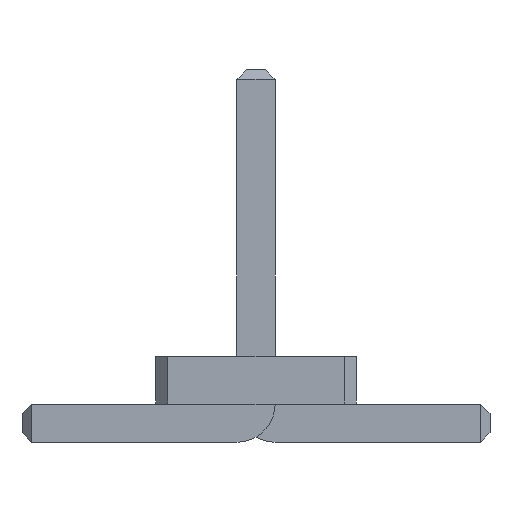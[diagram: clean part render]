
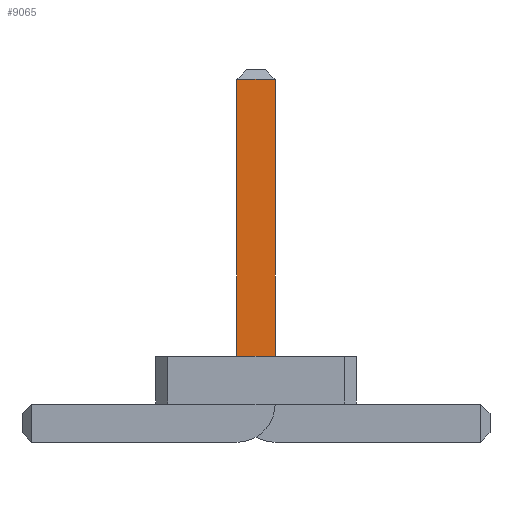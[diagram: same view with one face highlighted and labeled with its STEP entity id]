
A CAD part, front view. The second image highlights one B-rep face of the part: STEP entity #9065.
In plain terms, the highlighted planar face has unit normal (0, -1, 0).
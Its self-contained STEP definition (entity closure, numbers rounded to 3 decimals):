
#3409 = VERTEX_POINT('',#3410);
#3410 = CARTESIAN_POINT('',(-0.2,-11.63,0.9));
#3416 = EDGE_CURVE('',#3409,#3417,#3419,.T.);
#3417 = VERTEX_POINT('',#3418);
#3418 = CARTESIAN_POINT('',(0.2,-11.63,0.9));
#3419 = LINE('',#3420,#3421);
#3420 = CARTESIAN_POINT('',(-0.362,-11.63,0.9));
#3421 = VECTOR('',#3422,1.);
#3422 = DIRECTION('',(1.,0.,0.));
#8999 = VERTEX_POINT('',#9000);
#9000 = CARTESIAN_POINT('',(-0.2,-11.63,3.8));
#9006 = EDGE_CURVE('',#8999,#3409,#9007,.T.);
#9007 = LINE('',#9008,#9009);
#9008 = CARTESIAN_POINT('',(-0.2,-11.63,3.9));
#9009 = VECTOR('',#9010,1.);
#9010 = DIRECTION('',(0.,0.,-1.));
#9047 = EDGE_CURVE('',#3417,#9048,#9050,.T.);
#9048 = VERTEX_POINT('',#9049);
#9049 = CARTESIAN_POINT('',(0.2,-11.63,3.8));
#9050 = LINE('',#9051,#9052);
#9051 = CARTESIAN_POINT('',(0.2,-11.63,0.));
#9052 = VECTOR('',#9053,1.);
#9053 = DIRECTION('',(0.,0.,1.));
#9065 = ADVANCED_FACE('',(#9066),#9077,.F.);
#9066 = FACE_BOUND('',#9067,.F.);
#9067 = EDGE_LOOP('',(#9068,#9069,#9070,#9071));
#9068 = ORIENTED_EDGE('',*,*,#9047,.F.);
#9069 = ORIENTED_EDGE('',*,*,#3416,.F.);
#9070 = ORIENTED_EDGE('',*,*,#9006,.F.);
#9071 = ORIENTED_EDGE('',*,*,#9072,.F.);
#9072 = EDGE_CURVE('',#9048,#8999,#9073,.T.);
#9073 = LINE('',#9074,#9075);
#9074 = CARTESIAN_POINT('',(0.2,-11.63,3.8));
#9075 = VECTOR('',#9076,1.);
#9076 = DIRECTION('',(-1.,0.,0.));
#9077 = PLANE('',#9078);
#9078 = AXIS2_PLACEMENT_3D('',#9079,#9080,#9081);
#9079 = CARTESIAN_POINT('',(0.2,-11.63,3.9));
#9080 = DIRECTION('',(0.,1.,0.));
#9081 = DIRECTION('',(0.,0.,1.));
